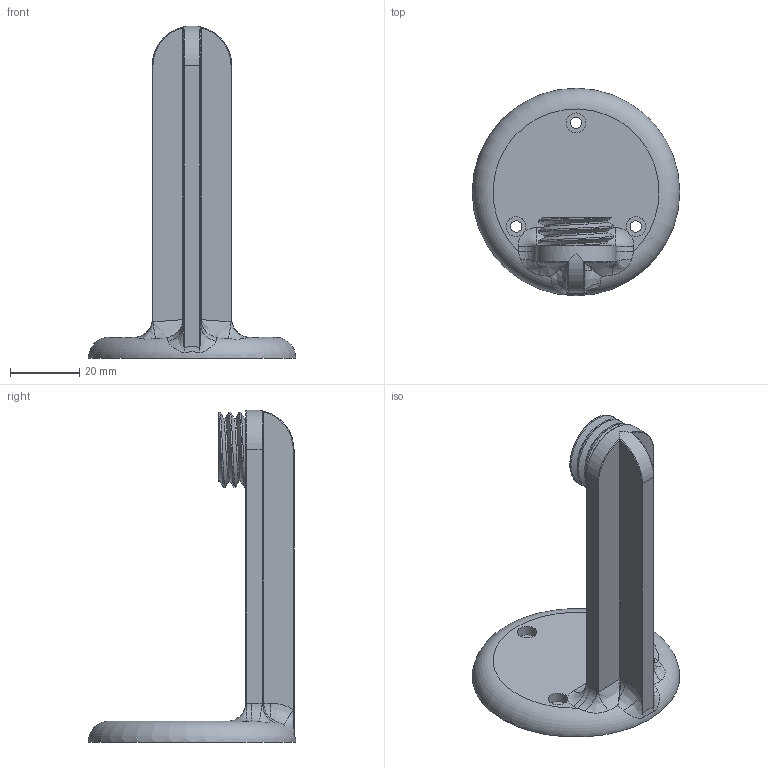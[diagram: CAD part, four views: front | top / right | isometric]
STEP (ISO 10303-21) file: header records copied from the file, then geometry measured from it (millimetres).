
FILE_DESCRIPTION(/* description */ ('STEP AP242','CAx-IF Rec.Pracs.---Representation and Presentation of Product Manufacturing Information (PMI)---4.0---2014-10-13','CAx-IF Rec.Pracs.---3D Tessellated Geometry---0.4---2014-09-14','2;1'),/* implementation_level */ '2;1');
FILE_NAME(/* name */ '64d11600b1e8e4186774047f',/* time_stamp */ '2023-08-07T16:04:16Z',/* author */ (''),/* organization */ (''),/* preprocessor_version */ 'ST-DEVELOPER v19.4',/* originating_system */ ' ',/* authorisation */ ' ');
FILE_SCHEMA (('AP242_MANAGED_MODEL_BASED_3D_ENGINEERING_MIM_LF { 1 0 10303 442 1 1 4 }'));
Length unit declared in the file: metre
Products named in the file (1): Neck
Bounding box: 60 x 60 x 96 mm (x, y, z)
Volume: 31000.6 mm3; surface area: 13722.7 mm2
Topology: 1 solids, 1 shells, 70 faces, 159 edges, 94 vertices
Faces by surface type: cylinder 23, bspline 21, plane 15, torus 10, sphere 1
Full cylindrical faces by diameter (mm): 3.3 x3, 5.7 x3
Entity records: 2556 total; most frequent: CARTESIAN_POINT 1127, ORIENTED_EDGE 298, DIRECTION 272, EDGE_CURVE 149, AXIS2_PLACEMENT_3D 121, VERTEX_POINT 93, EDGE_LOOP 88, FACE_BOUND 88
